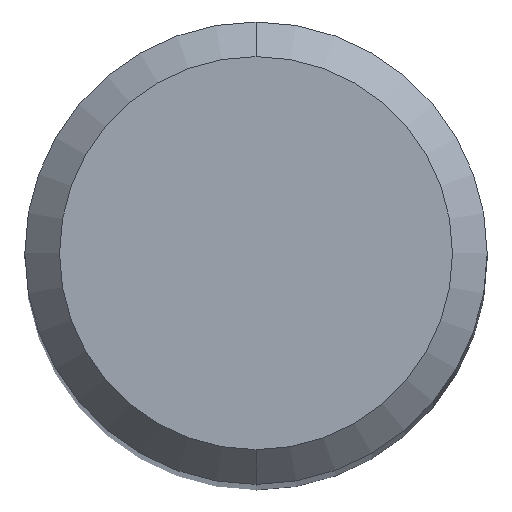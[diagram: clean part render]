
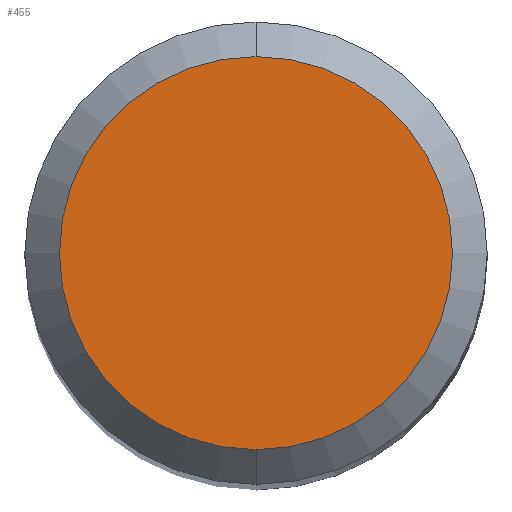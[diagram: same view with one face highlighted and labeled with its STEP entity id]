
A CAD part, top view. The second image highlights one B-rep face of the part: STEP entity #455.
In plain terms, the highlighted planar face has unit normal (0, 0, 1).
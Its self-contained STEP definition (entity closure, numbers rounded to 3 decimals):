
#259=EDGE_CURVE('',#509,#283,#625,.T.);
#283=VERTEX_POINT('',#652);
#427=EDGE_CURVE('',#283,#509,#810,.T.);
#455=ADVANCED_FACE('',(#842),#843,.T.);
#509=VERTEX_POINT('',#903);
#625=CIRCLE('',#1035,1.7);
#652=CARTESIAN_POINT('',(0.0,1.7,0.0));
#810=CIRCLE('',#1418,1.7);
#842=FACE_OUTER_BOUND('',#1469,.T.);
#843=PLANE('',#1470);
#903=CARTESIAN_POINT('',(0.,-1.7,0.0));
#1035=AXIS2_PLACEMENT_3D('',#1737,#1738,#1739);
#1418=AXIS2_PLACEMENT_3D('',#1945,#1946,#1947);
#1469=EDGE_LOOP('',(#1984,#1985));
#1470=AXIS2_PLACEMENT_3D('',#1986,#1987,#1988);
#1737=CARTESIAN_POINT('',(0.0,0.0,0.0));
#1738=DIRECTION('',(0.0,0.0,-1.0));
#1739=DIRECTION('',(0.0,1.0,0.0));
#1945=CARTESIAN_POINT('',(0.0,0.0,0.0));
#1946=DIRECTION('',(0.0,0.0,-1.0));
#1947=DIRECTION('',(0.0,1.0,0.0));
#1984=ORIENTED_EDGE('',*,*,#427,.F.);
#1985=ORIENTED_EDGE('',*,*,#259,.F.);
#1986=CARTESIAN_POINT('',(0.0,0.85,0.0));
#1987=DIRECTION('',(-0.0,0.0,1.0));
#1988=DIRECTION('',(0.0,-1.0,0.0));
